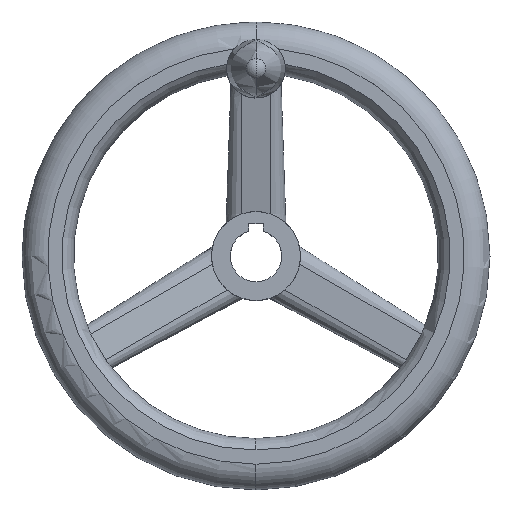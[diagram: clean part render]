
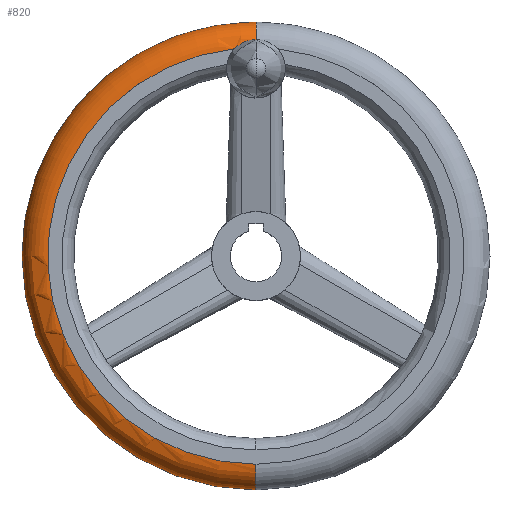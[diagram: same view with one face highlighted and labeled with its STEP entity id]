
A CAD part, top view. The second image highlights one B-rep face of the part: STEP entity #820.
In plain terms, the highlighted toroidal (fillet/blend) face has major radius 89 mm and minor radius 11 mm.
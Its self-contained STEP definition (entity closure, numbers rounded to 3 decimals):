
#400=EDGE_CURVE('',#732,#722,#984,.T.);
#478=EDGE_CURVE('',#732,#540,#1070,.T.);
#488=VERTEX_POINT('',#1080);
#536=EDGE_CURVE('',#568,#540,#1130,.T.);
#540=VERTEX_POINT('',#1134);
#568=VERTEX_POINT('',#1164);
#690=EDGE_CURVE('',#488,#568,#1300,.T.);
#722=VERTEX_POINT('',#1334);
#732=VERTEX_POINT('',#1345);
#820=ADVANCED_FACE('',(#1447),#1448,.T.);
#842=EDGE_CURVE('',#488,#722,#1472,.T.);
#984=CIRCLE('',#1810,100.0);
#1070=CIRCLE('',#1953,11.0);
#1080=CARTESIAN_POINT('',(0.,-89.0,45.));
#1130=CIRCLE('',#2141,89.);
#1134=CARTESIAN_POINT('',(0.,89.,45.));
#1164=CARTESIAN_POINT('',(-9.138,88.53,45.));
#1300=CIRCLE('',#2532,89.);
#1334=CARTESIAN_POINT('',(0.,-100.0,34.));
#1345=CARTESIAN_POINT('',(0.,100.,34.));
#1447=FACE_OUTER_BOUND('',#2903,.T.);
#1448=TOROIDAL_SURFACE('',#2904,89.0,11.0);
#1472=CIRCLE('',#2968,11.0);
#1810=AXIS2_PLACEMENT_3D('',#3128,#3129,#3130);
#1953=AXIS2_PLACEMENT_3D('',#3243,#3244,#3245);
#2141=AXIS2_PLACEMENT_3D('',#3285,#3286,#3287);
#2532=AXIS2_PLACEMENT_3D('',#3482,#3483,#3484);
#2903=EDGE_LOOP('',(#3677,#3678,#3679,#3680,#3681));
#2904=AXIS2_PLACEMENT_3D('',#3682,#3683,#3684);
#2968=AXIS2_PLACEMENT_3D('',#3716,#3717,#3718);
#3128=CARTESIAN_POINT('',(0.,0.,34.));
#3129=DIRECTION('',(0.,0.,1.0));
#3130=DIRECTION('',(1.0,0.0,0.));
#3243=CARTESIAN_POINT('',(0.,89.,34.));
#3244=DIRECTION('',(1.0,0.,0.));
#3245=DIRECTION('',(0.,1.0,0.));
#3285=CARTESIAN_POINT('',(0.,0.,45.));
#3286=DIRECTION('',(0.,0.,-1.0));
#3287=DIRECTION('',(0.,1.0,0.));
#3482=CARTESIAN_POINT('',(0.,0.,45.));
#3483=DIRECTION('',(0.,0.,-1.0));
#3484=DIRECTION('',(0.,1.0,0.));
#3677=ORIENTED_EDGE('',*,*,#400,.T.);
#3678=ORIENTED_EDGE('',*,*,#842,.F.);
#3679=ORIENTED_EDGE('',*,*,#690,.T.);
#3680=ORIENTED_EDGE('',*,*,#536,.T.);
#3681=ORIENTED_EDGE('',*,*,#478,.F.);
#3682=CARTESIAN_POINT('',(0.,0.,34.));
#3683=DIRECTION('',(0.,0.,1.0));
#3684=DIRECTION('',(0.,1.0,0.0));
#3716=CARTESIAN_POINT('',(0.,-89.0,34.));
#3717=DIRECTION('',(1.0,0.,0.));
#3718=DIRECTION('',(0.,-1.0,0.));
